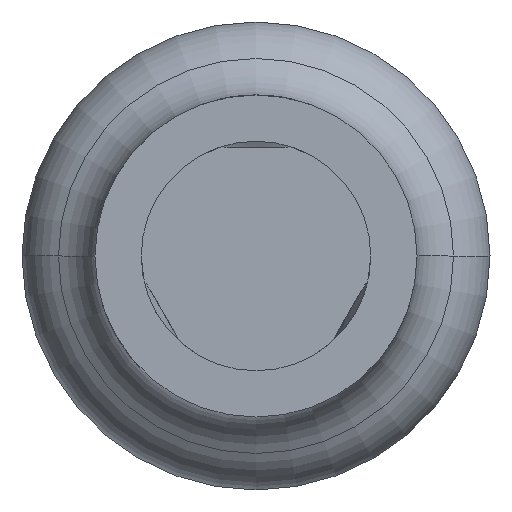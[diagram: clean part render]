
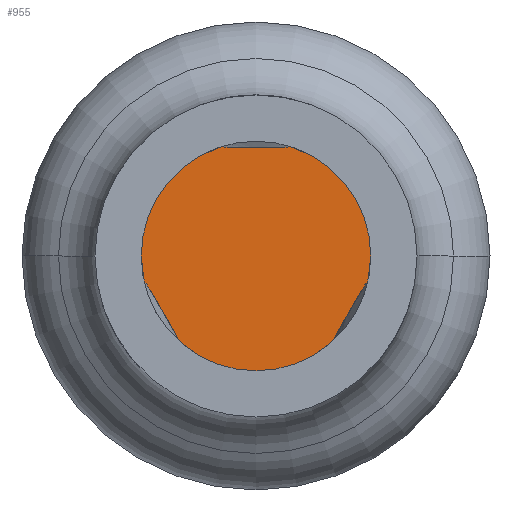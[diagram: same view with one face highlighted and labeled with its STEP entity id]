
A CAD part, front view. The second image highlights one B-rep face of the part: STEP entity #955.
In plain terms, the highlighted planar face has unit normal (0, -1, 0).
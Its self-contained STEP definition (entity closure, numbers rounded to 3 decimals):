
#213 = EDGE_CURVE ( 'Defeature ausgef�hrt1_0+Defeature ausgef�hrt1_42+Defeature ausgef�hrt1_42+Defeature ausgef�hrt1_42', #1975, #5434, #3473, .T. ) ;
#471 = DIRECTION ( 'NONE',  ( 0., 1., 0. ) ) ;
#955 = ADVANCED_FACE ( 'Defeature ausgef�hrt1_42', ( #4216 ), #4000, .F. ) ;
#1084 = DIRECTION ( 'NONE',  ( 0., 1., 0. ) ) ;
#1256 = AXIS2_PLACEMENT_3D ( 'NONE', #3387, #1084, #3536 ) ;
#1943 = EDGE_CURVE ( 'Defeature ausgef�hrt1_0+Defeature ausgef�hrt1_42+Defeature ausgef�hrt1_42+Defeature ausgef�hrt1_42', #5434, #1975, #2131, .T. ) ;
#1975 = VERTEX_POINT ( 'NONE', #4385 ) ;
#2084 = AXIS2_PLACEMENT_3D ( 'NONE', #3662, #5186, #2240 ) ;
#2131 = CIRCLE ( 'NONE', #2242, 0.513 ) ;
#2240 = DIRECTION ( 'NONE',  ( 1., 0., 0. ) ) ;
#2242 = AXIS2_PLACEMENT_3D ( 'NONE', #3469, #471, #4905 ) ;
#2284 = ORIENTED_EDGE ( 'NONE', *, *, #1943, .F. ) ;
#3132 = ORIENTED_EDGE ( 'NONE', *, *, #213, .F. ) ;
#3387 = CARTESIAN_POINT ( 'NONE',  ( 0., -24.7, 0. ) ) ;
#3469 = CARTESIAN_POINT ( 'NONE',  ( 0., -24.7, 0. ) ) ;
#3473 = CIRCLE ( 'NONE', #2084, 0.513 ) ;
#3536 = DIRECTION ( 'NONE',  ( -1., 0., 0. ) ) ;
#3662 = CARTESIAN_POINT ( 'NONE',  ( 0., -24.7, 0. ) ) ;
#4000 = PLANE ( 'NONE',  #1256 ) ;
#4216 = FACE_OUTER_BOUND ( 'NONE', #4486, .T. ) ;
#4385 = CARTESIAN_POINT ( 'NONE',  ( 0.513, -24.7, 0. ) ) ;
#4486 = EDGE_LOOP ( 'NONE', ( #2284, #3132 ) ) ;
#4905 = DIRECTION ( 'NONE',  ( 1., 0., 0. ) ) ;
#5186 = DIRECTION ( 'NONE',  ( 0., 1., 0. ) ) ;
#5434 = VERTEX_POINT ( 'NONE', #5958 ) ;
#5958 = CARTESIAN_POINT ( 'NONE',  ( -0.513, -24.7, 0. ) ) ;
